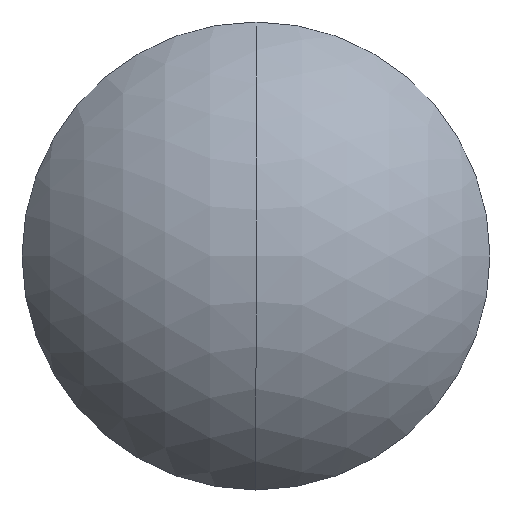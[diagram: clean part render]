
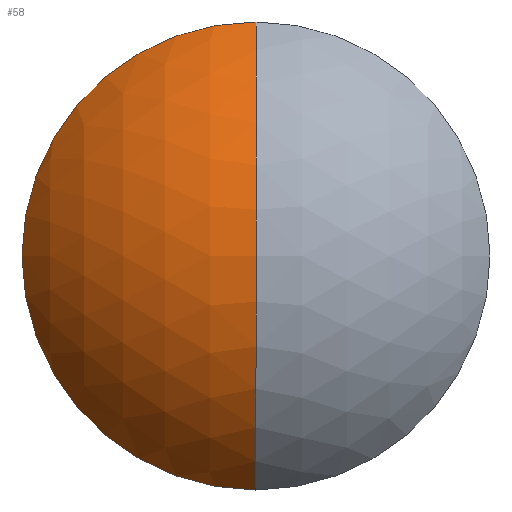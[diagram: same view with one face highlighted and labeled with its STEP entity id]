
A CAD part, top view. The second image highlights one B-rep face of the part: STEP entity #58.
In plain terms, the highlighted spherical face has radius 30.34 mm.
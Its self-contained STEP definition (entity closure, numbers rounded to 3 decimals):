
#3 = EDGE_CURVE ( 'NONE', #43, #11, #122, .T. ) ;
#6 = ORIENTED_EDGE ( 'NONE', *, *, #3, .F. ) ;
#9 = EDGE_CURVE ( 'NONE', #35, #20, #147, .T. ) ;
#11 = VERTEX_POINT ( 'NONE', #148 ) ;
#20 = VERTEX_POINT ( 'NONE', #135 ) ;
#21 = EDGE_CURVE ( 'NONE', #20, #11, #120, .T. ) ;
#23 = ORIENTED_EDGE ( 'NONE', *, *, #21, .T. ) ;
#35 = VERTEX_POINT ( 'NONE', #153 ) ;
#42 = EDGE_CURVE ( 'NONE', #43, #35, #162, .T. ) ;
#43 = VERTEX_POINT ( 'NONE', #212 ) ;
#57 = EDGE_LOOP ( 'NONE', ( #59, #140, #23, #6 ) ) ;
#58 = ADVANCED_FACE ( 'NONE', ( #262 ), #221, .T. ) ;
#59 = ORIENTED_EDGE ( 'NONE', *, *, #42, .T. ) ;
#68 = CARTESIAN_POINT ( 'NONE',  ( 0., 0., -22.94 ) ) ;
#74 = DIRECTION ( 'NONE',  ( 0., 0., -1. ) ) ;
#77 = DIRECTION ( 'NONE',  ( 1., 0., 0. ) ) ;
#90 = DIRECTION ( 'NONE',  ( 1., 0., 0. ) ) ;
#91 = DIRECTION ( 'NONE',  ( 0., 0., 1. ) ) ;
#92 = CARTESIAN_POINT ( 'NONE',  ( 0., 0., -6.346 ) ) ;
#95 = AXIS2_PLACEMENT_3D ( 'NONE', #68, #77, #74 ) ;
#116 = DIRECTION ( 'NONE',  ( 0., -1., 0. ) ) ;
#117 = DIRECTION ( 'NONE',  ( -1., 0., 0. ) ) ;
#118 = CARTESIAN_POINT ( 'NONE',  ( 0., 0., -22.94 ) ) ;
#119 = AXIS2_PLACEMENT_3D ( 'NONE', #118, #117, #116 ) ;
#120 = CIRCLE ( 'NONE', #119, 30.34 ) ;
#122 = CIRCLE ( 'NONE', #95, 30.34 ) ;
#135 = CARTESIAN_POINT ( 'NONE',  ( 0., -25.4, -6.346 ) ) ;
#140 = ORIENTED_EDGE ( 'NONE', *, *, #9, .T. ) ;
#146 = AXIS2_PLACEMENT_3D ( 'NONE', #92, #91, #90 ) ;
#147 = CIRCLE ( 'NONE', #146, 25.4 ) ;
#148 = CARTESIAN_POINT ( 'NONE',  ( 0., 0., 7.4 ) ) ;
#153 = CARTESIAN_POINT ( 'NONE',  ( -25.4, 0., -6.346 ) ) ;
#162 = CIRCLE ( 'NONE', #189, 25.4 ) ;
#188 = CARTESIAN_POINT ( 'NONE',  ( 0., 0., -6.346 ) ) ;
#189 = AXIS2_PLACEMENT_3D ( 'NONE', #188, #214, #213 ) ;
#212 = CARTESIAN_POINT ( 'NONE',  ( 0., 25.4, -6.346 ) ) ;
#213 = DIRECTION ( 'NONE',  ( 1., 0., 0. ) ) ;
#214 = DIRECTION ( 'NONE',  ( 0., 0., 1. ) ) ;
#221 = SPHERICAL_SURFACE ( 'NONE', #259, 30.34 ) ;
#230 = DIRECTION ( 'NONE',  ( 0., 1., 0. ) ) ;
#231 = DIRECTION ( 'NONE',  ( -1., 0., 0. ) ) ;
#232 = CARTESIAN_POINT ( 'NONE',  ( 0., 0., -22.94 ) ) ;
#259 = AXIS2_PLACEMENT_3D ( 'NONE', #232, #231, #230 ) ;
#262 = FACE_OUTER_BOUND ( 'NONE', #57, .T. ) ;
